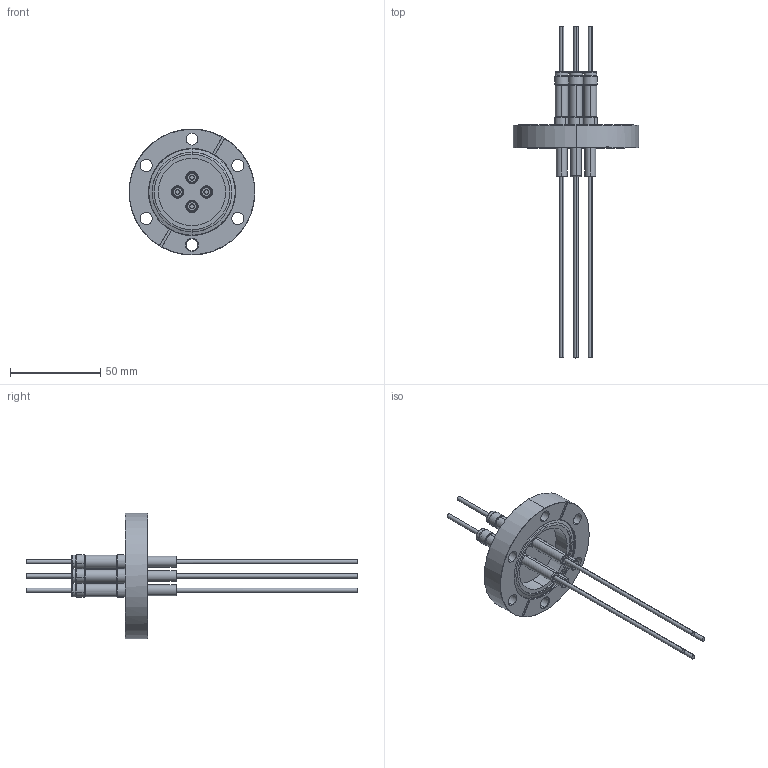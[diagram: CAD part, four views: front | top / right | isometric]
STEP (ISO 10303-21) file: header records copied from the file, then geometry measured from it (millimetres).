
FILE_DESCRIPTION (( 'STEP AP203' ), '1' );
FILE_NAME ('A0045-3-CF.STEP', '2013-06-10T12:37:02', ( '' ), ( '' ), 'SwSTEP 2.0', 'SolidWorks 2012', '' );
FILE_SCHEMA (( 'CONFIG_CONTROL_DESIGN' ));
Length unit declared in the file: inch
Products named in the file (1): A0045-3-CF
Bounding box: 69.85 x 184.15 x 69.85 mm (x, y, z)
Volume: 44256.6 mm3; surface area: 25984.3 mm2
Topology: 1 solids, 1 shells, 289 faces, 624 edges, 371 vertices
Faces by surface type: cylinder 150, cone 71, plane 44, torus 24
Entity records: 7990 total; most frequent: DIRECTION 1585, CARTESIAN_POINT 1297, ORIENTED_EDGE 1248, AXIS2_PLACEMENT_3D 675, EDGE_CURVE 624, CIRCLE 385, VERTEX_POINT 371, EDGE_LOOP 335
